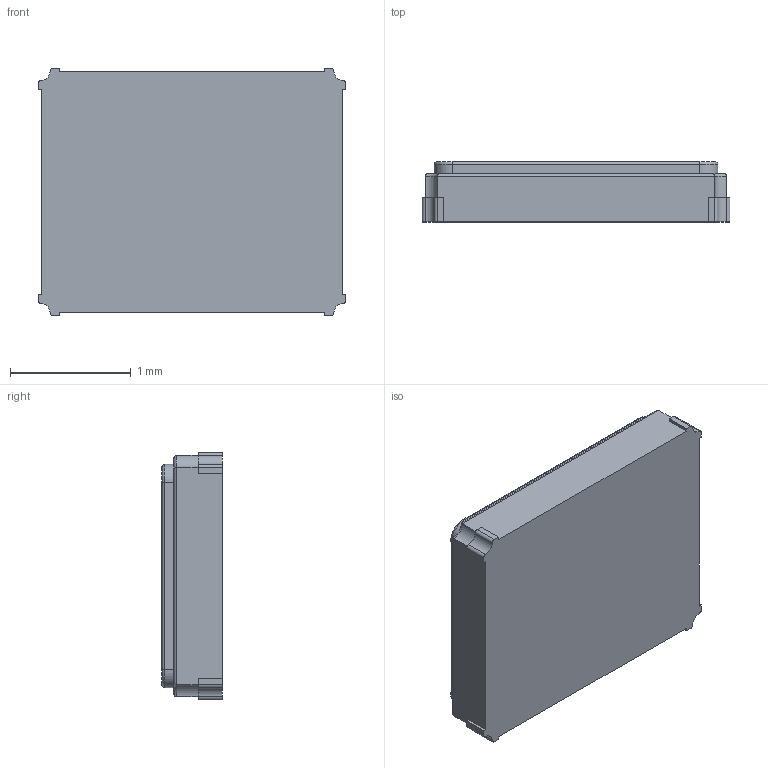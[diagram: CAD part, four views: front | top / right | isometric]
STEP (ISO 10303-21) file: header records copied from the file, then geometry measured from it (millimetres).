
FILE_DESCRIPTION (( 'STEP AP214' ), '1' );
FILE_NAME ('Abracon ABM10.STEP', '2016-01-06T07:20:38', ( '' ), ( '' ), 'SwSTEP 2.0', 'SolidWorks 2015', '' );
FILE_SCHEMA (( 'AUTOMOTIVE_DESIGN' ));
Length unit declared in the file: millimetre
Products named in the file (1): Abracon ABM10
Bounding box: 2.55 x 0.5 x 2.05 mm (x, y, z)
Volume: 2.4 mm3; surface area: 14.2 mm2
Topology: 1 solids, 1 shells, 67 faces, 176 edges, 112 vertices
Faces by surface type: plane 31, cylinder 28, torus 8
Entity records: 2759 total; most frequent: CARTESIAN_POINT 500, DIRECTION 360, ORIENTED_EDGE 352, EDGE_CURVE 176, AXIS2_PLACEMENT_3D 124, LINE 112, VERTEX_POINT 112, VECTOR 112
